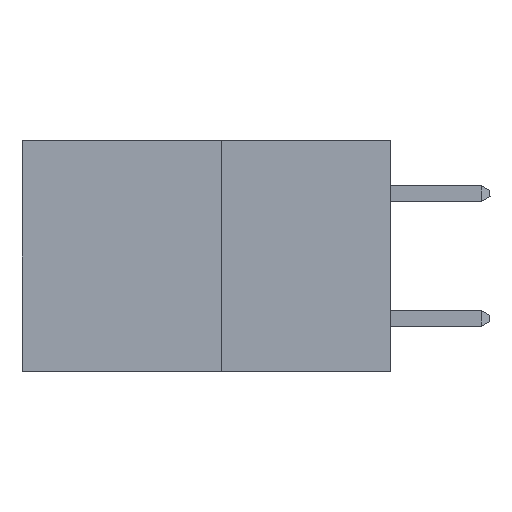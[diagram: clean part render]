
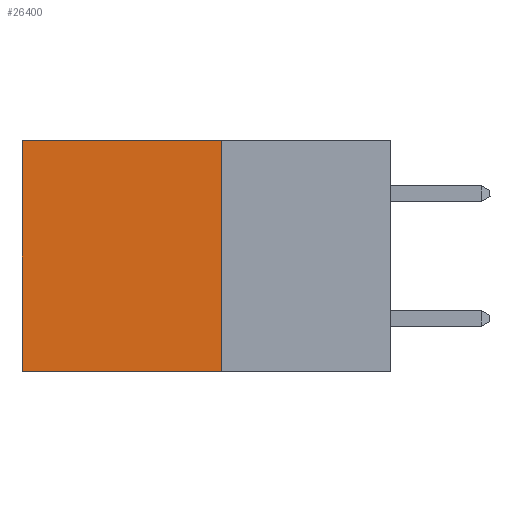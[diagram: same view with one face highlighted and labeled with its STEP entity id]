
A CAD part, left-side view. The second image highlights one B-rep face of the part: STEP entity #26400.
In plain terms, the highlighted planar face has unit normal (-1, 0, 0).
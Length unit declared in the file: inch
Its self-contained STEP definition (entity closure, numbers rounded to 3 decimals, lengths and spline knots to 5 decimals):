
#589 = CARTESIAN_POINT ( 'NONE',  ( 0.277, 0.59, -0.37 ) ) ;
#1653 = DIRECTION ( 'NONE',  ( 0., 1., 0. ) ) ;
#2687 = ORIENTED_EDGE ( 'NONE', *, *, #23370, .T. ) ;
#3328 = VECTOR ( 'NONE', #1653, 39.37008 ) ;
#6058 = VECTOR ( 'NONE', #7474, 39.37008 ) ;
#6686 = DIRECTION ( 'NONE',  ( 0., 0., -1. ) ) ;
#6744 = LINE ( 'NONE', #20474, #6058 ) ;
#7463 = DIRECTION ( 'NONE',  ( 1., 0., 0. ) ) ;
#7474 = DIRECTION ( 'NONE',  ( 0., 0., -1. ) ) ;
#7531 = VECTOR ( 'NONE', #12216, 39.37008 ) ;
#7962 = EDGE_CURVE ( 'NONE', #17451, #15337, #6744, .T. ) ;
#8213 = LINE ( 'NONE', #18625, #7531 ) ;
#8585 = CARTESIAN_POINT ( 'NONE',  ( 0.277, 0.59, 0. ) ) ;
#9570 = CARTESIAN_POINT ( 'NONE',  ( 0.277, 0.27, -0.37 ) ) ;
#9915 = ORIENTED_EDGE ( 'NONE', *, *, #12172, .F. ) ;
#9978 = VERTEX_POINT ( 'NONE', #9570 ) ;
#10389 = VECTOR ( 'NONE', #6686, 39.37008 ) ;
#11080 = LINE ( 'NONE', #23982, #10389 ) ;
#12172 = EDGE_CURVE ( 'NONE', #9978, #15337, #8213, .T. ) ;
#12216 = DIRECTION ( 'NONE',  ( 0., 1., 0. ) ) ;
#12651 = VERTEX_POINT ( 'NONE', #17960 ) ;
#13293 = EDGE_LOOP ( 'NONE', ( #13698, #9915, #22522, #2687 ) ) ;
#13698 = ORIENTED_EDGE ( 'NONE', *, *, #7962, .T. ) ;
#14509 = EDGE_CURVE ( 'NONE', #12651, #9978, #11080, .T. ) ;
#14889 = LINE ( 'NONE', #27670, #3328 ) ;
#15337 = VERTEX_POINT ( 'NONE', #589 ) ;
#17451 = VERTEX_POINT ( 'NONE', #8585 ) ;
#17960 = CARTESIAN_POINT ( 'NONE',  ( 0.277, 0.27, 0. ) ) ;
#18285 = CARTESIAN_POINT ( 'NONE',  ( 0.277, 0.27, -0.37 ) ) ;
#18625 = CARTESIAN_POINT ( 'NONE',  ( 0.277, 0.27, -0.37 ) ) ;
#20462 = PLANE ( 'NONE',  #26875 ) ;
#20474 = CARTESIAN_POINT ( 'NONE',  ( 0.277, 0.59, -0.37 ) ) ;
#22195 = FACE_OUTER_BOUND ( 'NONE', #13293, .T. ) ;
#22522 = ORIENTED_EDGE ( 'NONE', *, *, #14509, .F. ) ;
#22686 = DIRECTION ( 'NONE',  ( 0., 0., -1. ) ) ;
#23370 = EDGE_CURVE ( 'NONE', #12651, #17451, #14889, .T. ) ;
#23982 = CARTESIAN_POINT ( 'NONE',  ( 0.277, 0.27, -0.37 ) ) ;
#26400 = ADVANCED_FACE ( 'NONE', ( #22195 ), #20462, .F. ) ;
#26875 = AXIS2_PLACEMENT_3D ( 'NONE', #18285, #7463, #22686 ) ;
#27670 = CARTESIAN_POINT ( 'NONE',  ( 0.277, 0.27, 0. ) ) ;
